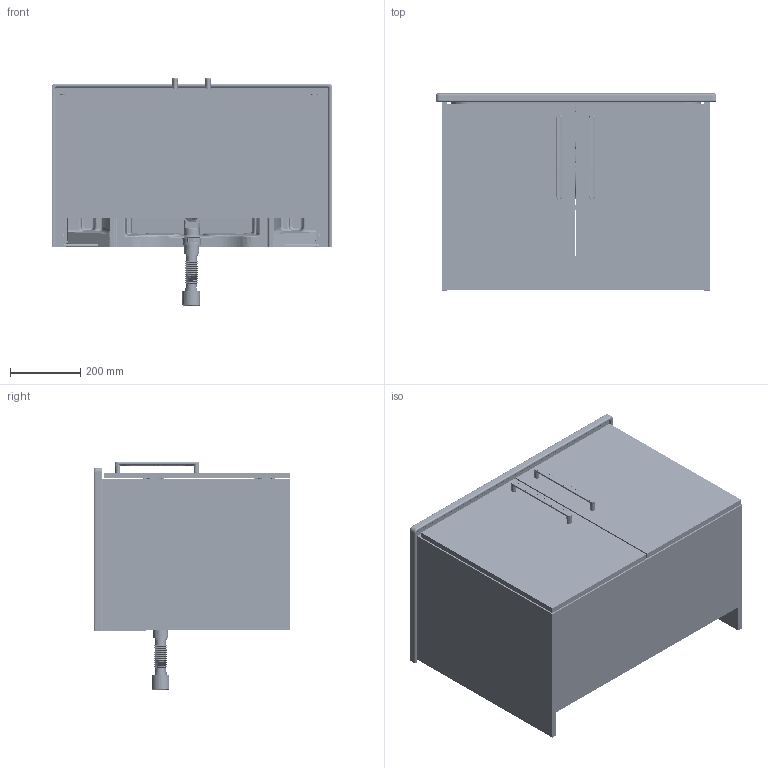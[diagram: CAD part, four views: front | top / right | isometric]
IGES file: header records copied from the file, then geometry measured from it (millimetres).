
Start section: SolidWorks IGES file using analytic representation for surfaces
Global section: file name: 66390+66394+66388+66392+68148+68149+68150+66386+66384+68151 Root Fla LVD,kpk,80cm,KöþLv.IGS; native system: SolidWorks 2021; preprocessor: SolidWorks 2021; author: berkay.balkanli; date: 230512.101720; units: millimetre
Bounding box: 800.77 x 561.01 x 648.07 mm (x, y, z)
Surface area: 4837422.4 mm2 (no closed solid volume)
Topology: 0 solids, 0 shells, 15110 faces, 153000 edges, 152678 vertices
Faces by surface type: bspline 9968, revolution 5142
